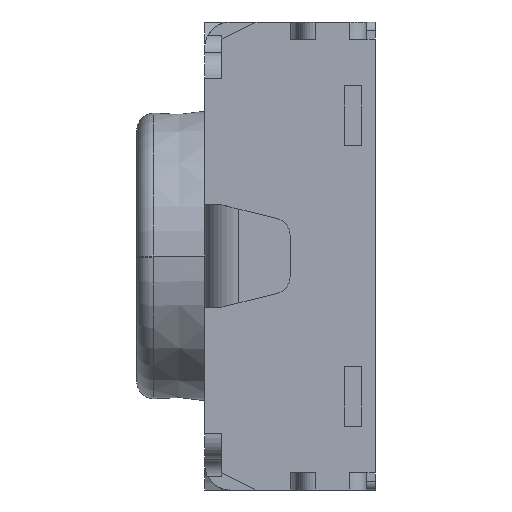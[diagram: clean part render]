
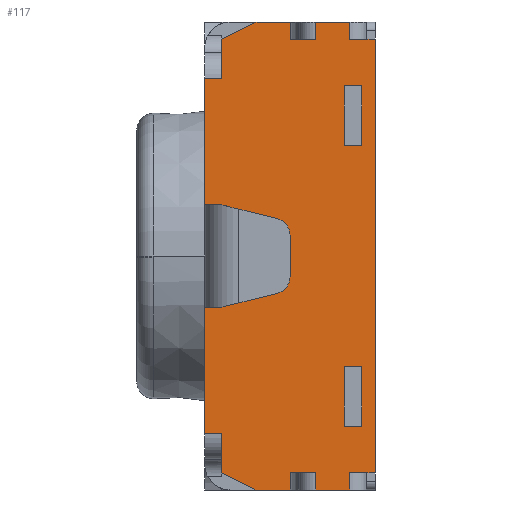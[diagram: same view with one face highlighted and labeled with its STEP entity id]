
A CAD part, left-side view. The second image highlights one B-rep face of the part: STEP entity #117.
In plain terms, the highlighted planar face has unit normal (-1, 0, 0).
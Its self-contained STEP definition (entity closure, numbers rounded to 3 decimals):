
#117=ADVANCED_FACE('',(#937,#938,#939),#940,.T.);
#937=FACE_OUTER_BOUND('',#2409,.T.);
#938=FACE_BOUND('',#2410,.T.);
#939=FACE_BOUND('',#2411,.T.);
#940=PLANE('',#2412);
#2409=EDGE_LOOP('',(#4854,#4855,#4856,#4857,#4858,#4859,#4860,#4861,#4862,#4863,#4864,#4865,#4866,#4867,#4868,#4869,#4870,#4871,#4872,#4873,#4874,#4875,#4876,#4877,#4878,#4879,#4880,#4881));
#2410=EDGE_LOOP('',(#4882,#4883,#4884,#4885));
#2411=EDGE_LOOP('',(#4886,#4887,#4888,#4889));
#2412=AXIS2_PLACEMENT_3D('',#4890,#4891,#4892);
#4854=ORIENTED_EDGE('',*,*,#10674,.T.);
#4855=ORIENTED_EDGE('',*,*,#10675,.F.);
#4856=ORIENTED_EDGE('',*,*,#10676,.F.);
#4857=ORIENTED_EDGE('',*,*,#10677,.T.);
#4858=ORIENTED_EDGE('',*,*,#10678,.F.);
#4859=ORIENTED_EDGE('',*,*,#10679,.T.);
#4860=ORIENTED_EDGE('',*,*,#10680,.F.);
#4861=ORIENTED_EDGE('',*,*,#9940,.F.);
#4862=ORIENTED_EDGE('',*,*,#10663,.F.);
#4863=ORIENTED_EDGE('',*,*,#10673,.T.);
#4864=ORIENTED_EDGE('',*,*,#10681,.T.);
#4865=ORIENTED_EDGE('',*,*,#10682,.T.);
#4866=ORIENTED_EDGE('',*,*,#10683,.F.);
#4867=ORIENTED_EDGE('',*,*,#10684,.T.);
#4868=ORIENTED_EDGE('',*,*,#10685,.F.);
#4869=ORIENTED_EDGE('',*,*,#10686,.F.);
#4870=ORIENTED_EDGE('',*,*,#10687,.F.);
#4871=ORIENTED_EDGE('',*,*,#10688,.T.);
#4872=ORIENTED_EDGE('',*,*,#10572,.T.);
#4873=ORIENTED_EDGE('',*,*,#10689,.F.);
#4874=ORIENTED_EDGE('',*,*,#10690,.F.);
#4875=ORIENTED_EDGE('',*,*,#10691,.T.);
#4876=ORIENTED_EDGE('',*,*,#10692,.T.);
#4877=ORIENTED_EDGE('',*,*,#10693,.T.);
#4878=ORIENTED_EDGE('',*,*,#10568,.T.);
#4879=ORIENTED_EDGE('',*,*,#10694,.T.);
#4880=ORIENTED_EDGE('',*,*,#10695,.F.);
#4881=ORIENTED_EDGE('',*,*,#10696,.F.);
#4882=ORIENTED_EDGE('',*,*,#10697,.T.);
#4883=ORIENTED_EDGE('',*,*,#10698,.F.);
#4884=ORIENTED_EDGE('',*,*,#10699,.F.);
#4885=ORIENTED_EDGE('',*,*,#10700,.T.);
#4886=ORIENTED_EDGE('',*,*,#10701,.T.);
#4887=ORIENTED_EDGE('',*,*,#10702,.F.);
#4888=ORIENTED_EDGE('',*,*,#10703,.F.);
#4889=ORIENTED_EDGE('',*,*,#10704,.T.);
#4890=CARTESIAN_POINT('',(-1.5,0.0,-1.375));
#4891=DIRECTION('',(-1.0,0.0,0.0));
#4892=DIRECTION('',(0.0,0.0,1.0));
#9940=EDGE_CURVE('',#11998,#12000,#12001,.T.);
#10568=EDGE_CURVE('',#13229,#13227,#13230,.T.);
#10572=EDGE_CURVE('',#13237,#13235,#13238,.T.);
#10663=EDGE_CURVE('',#13383,#11998,#13385,.T.);
#10673=EDGE_CURVE('',#13383,#13397,#13399,.T.);
#10674=EDGE_CURVE('',#13400,#13401,#13402,.T.);
#10675=EDGE_CURVE('',#13403,#13401,#13404,.T.);
#10676=EDGE_CURVE('',#13405,#13403,#13406,.T.);
#10677=EDGE_CURVE('',#13405,#13407,#13408,.T.);
#10678=EDGE_CURVE('',#13409,#13407,#13410,.T.);
#10679=EDGE_CURVE('',#13409,#13411,#13412,.T.);
#10680=EDGE_CURVE('',#12000,#13411,#13413,.T.);
#10681=EDGE_CURVE('',#13397,#13414,#13415,.T.);
#10682=EDGE_CURVE('',#13414,#13416,#13417,.T.);
#10683=EDGE_CURVE('',#13418,#13416,#13419,.T.);
#10684=EDGE_CURVE('',#13418,#13420,#13421,.T.);
#10685=EDGE_CURVE('',#13422,#13420,#13423,.T.);
#10686=EDGE_CURVE('',#13424,#13422,#13425,.T.);
#10687=EDGE_CURVE('',#13426,#13424,#13427,.T.);
#10688=EDGE_CURVE('',#13426,#13237,#13428,.T.);
#10689=EDGE_CURVE('',#13429,#13235,#13430,.T.);
#10690=EDGE_CURVE('',#13431,#13429,#13432,.T.);
#10691=EDGE_CURVE('',#13431,#13433,#13434,.T.);
#10692=EDGE_CURVE('',#13433,#13435,#13436,.T.);
#10693=EDGE_CURVE('',#13435,#13229,#13437,.T.);
#10694=EDGE_CURVE('',#13227,#13438,#13439,.T.);
#10695=EDGE_CURVE('',#13440,#13438,#13441,.T.);
#10696=EDGE_CURVE('',#13400,#13440,#13442,.T.);
#10697=EDGE_CURVE('',#13443,#13444,#13445,.T.);
#10698=EDGE_CURVE('',#13446,#13444,#13447,.T.);
#10699=EDGE_CURVE('',#13448,#13446,#13449,.T.);
#10700=EDGE_CURVE('',#13448,#13443,#13450,.T.);
#10701=EDGE_CURVE('',#13451,#13452,#13453,.T.);
#10702=EDGE_CURVE('',#13454,#13452,#13455,.T.);
#10703=EDGE_CURVE('',#13456,#13454,#13457,.T.);
#10704=EDGE_CURVE('',#13456,#13451,#13458,.T.);
#11998=VERTEX_POINT('',#15372);
#12000=VERTEX_POINT('',#15375);
#12001=LINE('',#15376,#15377);
#13227=VERTEX_POINT('',#17205);
#13229=VERTEX_POINT('',#17207);
#13230=LINE('',#17208,#17209);
#13235=VERTEX_POINT('',#17216);
#13237=VERTEX_POINT('',#17219);
#13238=LINE('',#17220,#17221);
#13383=VERTEX_POINT('',#17457);
#13385=LINE('',#17459,#17460);
#13397=VERTEX_POINT('',#17479);
#13399=LINE('',#17481,#17482);
#13400=VERTEX_POINT('',#17483);
#13401=VERTEX_POINT('',#17484);
#13402=LINE('',#17485,#17486);
#13403=VERTEX_POINT('',#17487);
#13404=LINE('',#17488,#17489);
#13405=VERTEX_POINT('',#17490);
#13406=LINE('',#17491,#17492);
#13407=VERTEX_POINT('',#17493);
#13408=LINE('',#17494,#17495);
#13409=VERTEX_POINT('',#17496);
#13410=LINE('',#17497,#17498);
#13411=VERTEX_POINT('',#17499);
#13412=LINE('',#17500,#17501);
#13413=LINE('',#17502,#17503);
#13414=VERTEX_POINT('',#17504);
#13415=LINE('',#17505,#17506);
#13416=VERTEX_POINT('',#17507);
#13417=LINE('',#17508,#17509);
#13418=VERTEX_POINT('',#17510);
#13419=LINE('',#17511,#17512);
#13420=VERTEX_POINT('',#17513);
#13421=LINE('',#17514,#17515);
#13422=VERTEX_POINT('',#17516);
#13423=LINE('',#17517,#17518);
#13424=VERTEX_POINT('',#17519);
#13425=LINE('',#17520,#17521);
#13426=VERTEX_POINT('',#17522);
#13427=LINE('',#17523,#17524);
#13428=LINE('',#17525,#17526);
#13429=VERTEX_POINT('',#17527);
#13430=LINE('',#17528,#17529);
#13431=VERTEX_POINT('',#17530);
#13432=LINE('',#17531,#17532);
#13433=VERTEX_POINT('',#17533);
#13434=LINE('',#17534,#17535);
#13435=VERTEX_POINT('',#17536);
#13436=LINE('',#17537,#17538);
#13437=LINE('',#17539,#17540);
#13438=VERTEX_POINT('',#17541);
#13439=LINE('',#17542,#17543);
#13440=VERTEX_POINT('',#17544);
#13441=LINE('',#17545,#17546);
#13442=LINE('',#17547,#17548);
#13443=VERTEX_POINT('',#17549);
#13444=VERTEX_POINT('',#17550);
#13445=LINE('',#17551,#17552);
#13446=VERTEX_POINT('',#17553);
#13447=LINE('',#17554,#17555);
#13448=VERTEX_POINT('',#17556);
#13449=LINE('',#17557,#17558);
#13450=LINE('',#17559,#17560);
#13451=VERTEX_POINT('',#17561);
#13452=VERTEX_POINT('',#17562);
#13453=LINE('',#17563,#17564);
#13454=VERTEX_POINT('',#17565);
#13455=LINE('',#17566,#17567);
#13456=VERTEX_POINT('',#17568);
#13457=LINE('',#17569,#17570);
#13458=LINE('',#17571,#17572);
#15372=CARTESIAN_POINT('',(-1.5,0.0,1.275));
#15375=CARTESIAN_POINT('',(-1.5,0.0,-1.275));
#15376=CARTESIAN_POINT('',(-1.5,0.0,1.275));
#15377=VECTOR('',#20654,2.55);
#17205=CARTESIAN_POINT('',(-1.5,1.0,-1.045));
#17207=CARTESIAN_POINT('',(-1.5,1.0,-0.3));
#17208=CARTESIAN_POINT('',(-1.5,1.0,-0.3));
#17209=VECTOR('',#21370,0.745);
#17216=CARTESIAN_POINT('',(-1.5,1.0,0.3));
#17219=CARTESIAN_POINT('',(-1.5,1.0,1.045));
#17220=CARTESIAN_POINT('',(-1.5,1.0,1.045));
#17221=VECTOR('',#21374,0.745);
#17457=CARTESIAN_POINT('',(-1.5,0.15,1.275));
#17459=CARTESIAN_POINT('',(-1.5,0.15,1.275));
#17460=VECTOR('',#21517,0.15);
#17479=CARTESIAN_POINT('',(-1.5,0.15,1.375));
#17481=CARTESIAN_POINT('',(-1.5,0.15,1.275));
#17482=VECTOR('',#21531,0.1);
#17483=CARTESIAN_POINT('',(-1.5,0.7,-1.375));
#17484=CARTESIAN_POINT('',(-1.5,0.5,-1.375));
#17485=CARTESIAN_POINT('',(-1.5,0.7,-1.375));
#17486=VECTOR('',#21532,0.2);
#17487=CARTESIAN_POINT('',(-1.5,0.5,-1.275));
#17488=CARTESIAN_POINT('',(-1.5,0.5,-1.275));
#17489=VECTOR('',#21533,0.1);
#17490=CARTESIAN_POINT('',(-1.5,0.35,-1.275));
#17491=CARTESIAN_POINT('',(-1.5,0.35,-1.275));
#17492=VECTOR('',#21534,0.15);
#17493=CARTESIAN_POINT('',(-1.5,0.35,-1.375));
#17494=CARTESIAN_POINT('',(-1.5,0.35,-1.275));
#17495=VECTOR('',#21535,0.1);
#17496=CARTESIAN_POINT('',(-1.5,0.15,-1.375));
#17497=CARTESIAN_POINT('',(-1.5,0.15,-1.375));
#17498=VECTOR('',#21536,0.2);
#17499=CARTESIAN_POINT('',(-1.5,0.15,-1.275));
#17500=CARTESIAN_POINT('',(-1.5,0.15,-1.375));
#17501=VECTOR('',#21537,0.1);
#17502=CARTESIAN_POINT('',(-1.5,0.0,-1.275));
#17503=VECTOR('',#21538,0.15);
#17504=CARTESIAN_POINT('',(-1.5,0.35,1.375));
#17505=CARTESIAN_POINT('',(-1.5,0.15,1.375));
#17506=VECTOR('',#21539,0.2);
#17507=CARTESIAN_POINT('',(-1.5,0.35,1.275));
#17508=CARTESIAN_POINT('',(-1.5,0.35,1.375));
#17509=VECTOR('',#21540,0.1);
#17510=CARTESIAN_POINT('',(-1.5,0.5,1.275));
#17511=CARTESIAN_POINT('',(-1.5,0.5,1.275));
#17512=VECTOR('',#21541,0.15);
#17513=CARTESIAN_POINT('',(-1.5,0.5,1.375));
#17514=CARTESIAN_POINT('',(-1.5,0.5,1.275));
#17515=VECTOR('',#21542,0.1);
#17516=CARTESIAN_POINT('',(-1.5,0.7,1.375));
#17517=CARTESIAN_POINT('',(-1.5,0.7,1.375));
#17518=VECTOR('',#21543,0.2);
#17519=CARTESIAN_POINT('',(-1.5,0.9,1.275));
#17520=CARTESIAN_POINT('',(-1.5,0.9,1.275));
#17521=VECTOR('',#21544,0.224);
#17522=CARTESIAN_POINT('',(-1.5,0.9,1.045));
#17523=CARTESIAN_POINT('',(-1.5,0.9,1.045));
#17524=VECTOR('',#21545,0.23);
#17525=CARTESIAN_POINT('',(-1.5,0.9,1.045));
#17526=VECTOR('',#21546,0.1);
#17527=CARTESIAN_POINT('',(-1.5,0.999,0.3));
#17528=CARTESIAN_POINT('',(-1.5,0.999,0.3));
#17529=VECTOR('',#21547,0.001);
#17530=CARTESIAN_POINT('',(-1.5,0.9,0.3));
#17531=CARTESIAN_POINT('',(-1.5,0.9,0.3));
#17532=VECTOR('',#21548,0.099);
#17533=CARTESIAN_POINT('',(-1.5,0.9,-0.3));
#17534=CARTESIAN_POINT('',(-1.5,0.9,0.3));
#17535=VECTOR('',#21549,0.6);
#17536=CARTESIAN_POINT('',(-1.5,0.999,-0.3));
#17537=CARTESIAN_POINT('',(-1.5,0.9,-0.3));
#17538=VECTOR('',#21550,0.099);
#17539=CARTESIAN_POINT('',(-1.5,0.999,-0.3));
#17540=VECTOR('',#21551,0.001);
#17541=CARTESIAN_POINT('',(-1.5,0.9,-1.045));
#17542=CARTESIAN_POINT('',(-1.5,1.0,-1.045));
#17543=VECTOR('',#21552,0.1);
#17544=CARTESIAN_POINT('',(-1.5,0.9,-1.275));
#17545=CARTESIAN_POINT('',(-1.5,0.9,-1.275));
#17546=VECTOR('',#21553,0.23);
#17547=CARTESIAN_POINT('',(-1.5,0.7,-1.375));
#17548=VECTOR('',#21554,0.224);
#17549=CARTESIAN_POINT('',(-1.5,0.08,0.65));
#17550=CARTESIAN_POINT('',(-1.5,0.18,0.65));
#17551=CARTESIAN_POINT('',(-1.5,0.08,0.65));
#17552=VECTOR('',#21555,0.1);
#17553=CARTESIAN_POINT('',(-1.5,0.18,1.0));
#17554=CARTESIAN_POINT('',(-1.5,0.18,1.0));
#17555=VECTOR('',#21556,0.35);
#17556=CARTESIAN_POINT('',(-1.5,0.08,1.0));
#17557=CARTESIAN_POINT('',(-1.5,0.08,1.0));
#17558=VECTOR('',#21557,0.1);
#17559=CARTESIAN_POINT('',(-1.5,0.08,1.0));
#17560=VECTOR('',#21558,0.35);
#17561=CARTESIAN_POINT('',(-1.5,0.08,-1.0));
#17562=CARTESIAN_POINT('',(-1.5,0.18,-1.0));
#17563=CARTESIAN_POINT('',(-1.5,0.08,-1.0));
#17564=VECTOR('',#21559,0.1);
#17565=CARTESIAN_POINT('',(-1.5,0.18,-0.65));
#17566=CARTESIAN_POINT('',(-1.5,0.18,-0.65));
#17567=VECTOR('',#21560,0.35);
#17568=CARTESIAN_POINT('',(-1.5,0.08,-0.65));
#17569=CARTESIAN_POINT('',(-1.5,0.08,-0.65));
#17570=VECTOR('',#21561,0.1);
#17571=CARTESIAN_POINT('',(-1.5,0.08,-0.65));
#17572=VECTOR('',#21562,0.35);
#20654=DIRECTION('',(0.0,0.0,-1.0));
#21370=DIRECTION('',(0.0,0.0,-1.0));
#21374=DIRECTION('',(0.0,0.0,-1.0));
#21517=DIRECTION('',(0.0,-1.0,0.0));
#21531=DIRECTION('',(0.0,0.0,1.0));
#21532=DIRECTION('',(0.0,-1.0,0.0));
#21533=DIRECTION('',(0.0,0.0,-1.0));
#21534=DIRECTION('',(0.0,1.0,0.0));
#21535=DIRECTION('',(0.0,0.0,-1.0));
#21536=DIRECTION('',(0.0,1.0,0.0));
#21537=DIRECTION('',(0.0,0.0,1.0));
#21538=DIRECTION('',(0.0,1.0,0.0));
#21539=DIRECTION('',(0.0,1.0,0.0));
#21540=DIRECTION('',(0.0,0.0,-1.0));
#21541=DIRECTION('',(0.0,-1.0,0.0));
#21542=DIRECTION('',(0.0,0.0,1.0));
#21543=DIRECTION('',(0.0,-1.0,0.0));
#21544=DIRECTION('',(0.0,-0.894,0.447));
#21545=DIRECTION('',(0.0,0.0,1.0));
#21546=DIRECTION('',(0.0,1.0,0.0));
#21547=DIRECTION('',(0.,1.0,0.));
#21548=DIRECTION('',(0.0,1.0,0.0));
#21549=DIRECTION('',(0.0,0.0,-1.0));
#21550=DIRECTION('',(0.0,1.0,0.));
#21551=DIRECTION('',(0.,1.0,0.));
#21552=DIRECTION('',(0.0,-1.0,0.0));
#21553=DIRECTION('',(0.0,0.0,1.0));
#21554=DIRECTION('',(0.0,0.894,0.447));
#21555=DIRECTION('',(0.0,1.0,0.0));
#21556=DIRECTION('',(0.0,0.0,-1.0));
#21557=DIRECTION('',(0.0,1.0,0.0));
#21558=DIRECTION('',(0.0,0.0,-1.0));
#21559=DIRECTION('',(0.0,1.0,0.0));
#21560=DIRECTION('',(0.0,0.0,-1.0));
#21561=DIRECTION('',(0.0,1.0,0.0));
#21562=DIRECTION('',(0.0,0.0,-1.0));
